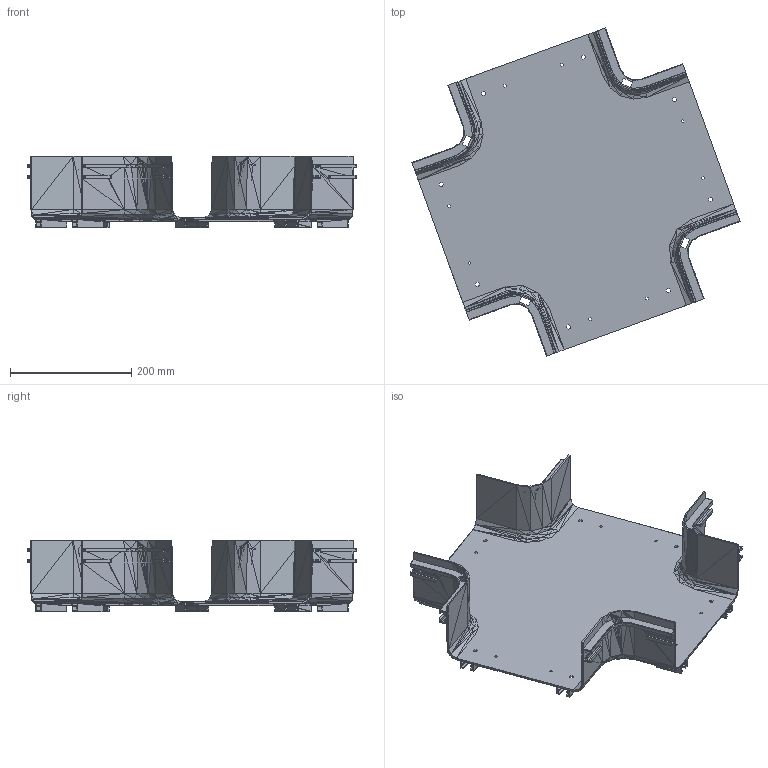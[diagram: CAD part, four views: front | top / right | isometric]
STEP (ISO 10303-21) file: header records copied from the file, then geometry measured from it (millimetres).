
FILE_DESCRIPTION(('FreeCAD Model'),'2;1');
FILE_NAME('Open CASCADE Shape Model','2022-12-01T12:48:39',('Author'),( ''),'Open CASCADE STEP processor 7.6','FreeCAD','Unknown');
FILE_SCHEMA(('AUTOMOTIVE_DESIGN { 1 0 10303 214 1 1 1 1 }'));
Products named in the file (1): DS_240_31630___________________________________________________________
_______________________________240mm_horizontal_cross___________________
001001 (Solid)
Bounding box: 542.03 x 542.03 x 118.91 mm (x, y, z)
Volume: 980929.9 mm3; surface area: 630409.1 mm2
Topology: 1 solids, 1 shells, 2369 faces, 4216 edges, 1866 vertices
Faces by surface type: plane 2369
Entity records: 107148 total; most frequent: DIRECTION 17388, CARTESIAN_POINT 16884, LINE 12648, VECTOR 12648, ORIENTED_EDGE 8432, PCURVE 8432, DEFINITIONAL_REPRESENTATION 8432, EDGE_CURVE 4216
